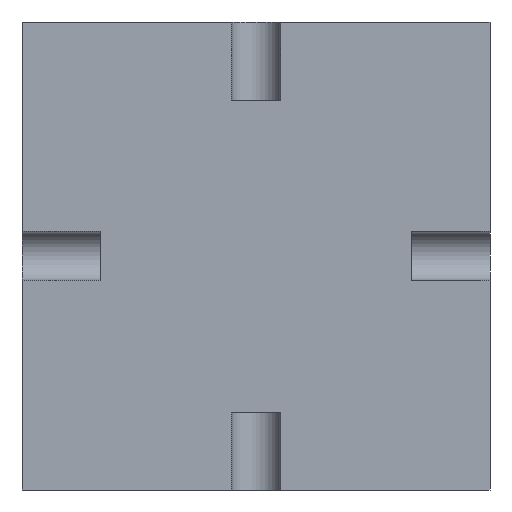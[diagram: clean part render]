
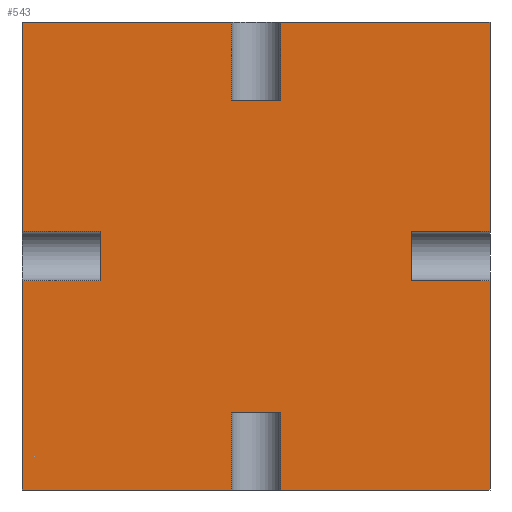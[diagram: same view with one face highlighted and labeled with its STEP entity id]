
A CAD part, front view. The second image highlights one B-rep face of the part: STEP entity #543.
In plain terms, the highlighted planar face has unit normal (0, -1, 0).
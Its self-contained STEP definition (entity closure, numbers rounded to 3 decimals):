
#41=PLANE('',#597);
#68=FACE_OUTER_BOUND('',#97,.T.);
#97=EDGE_LOOP('',(#491,#492,#493,#494,#495,#496,#497,#498,#499,#500,#501,
#502,#503,#504,#505,#506,#507,#508,#509,#510));
#101=LINE('',#761,#164);
#104=LINE('',#766,#167);
#106=LINE('',#774,#169);
#110=LINE('',#781,#173);
#112=LINE('',#788,#175);
#115=LINE('',#797,#178);
#119=LINE('',#804,#182);
#121=LINE('',#811,#184);
#126=LINE('',#826,#189);
#129=LINE('',#831,#192);
#130=LINE('',#834,#193);
#132=LINE('',#838,#195);
#134=LINE('',#842,#197);
#138=LINE('',#849,#201);
#139=LINE('',#851,#202);
#146=LINE('',#864,#209);
#156=LINE('',#893,#219);
#158=LINE('',#895,#221);
#159=LINE('',#897,#222);
#160=LINE('',#898,#223);
#164=VECTOR('',#614,10.);
#167=VECTOR('',#619,10.);
#169=VECTOR('',#625,10.);
#173=VECTOR('',#631,10.);
#175=VECTOR('',#639,10.);
#178=VECTOR('',#646,10.);
#182=VECTOR('',#652,10.);
#184=VECTOR('',#660,10.);
#189=VECTOR('',#673,10.);
#192=VECTOR('',#678,10.);
#193=VECTOR('',#681,10.);
#195=VECTOR('',#685,10.);
#197=VECTOR('',#689,10.);
#201=VECTOR('',#693,10.);
#202=VECTOR('',#696,10.);
#209=VECTOR('',#703,10.);
#219=VECTOR('',#735,10.);
#221=VECTOR('',#737,10.);
#222=VECTOR('',#740,10.);
#223=VECTOR('',#741,10.);
#240=VERTEX_POINT('',#758);
#241=VERTEX_POINT('',#760);
#242=VERTEX_POINT('',#764);
#245=VERTEX_POINT('',#771);
#246=VERTEX_POINT('',#773);
#248=VERTEX_POINT('',#779);
#250=VERTEX_POINT('',#787);
#253=VERTEX_POINT('',#794);
#254=VERTEX_POINT('',#796);
#256=VERTEX_POINT('',#802);
#258=VERTEX_POINT('',#810);
#263=VERTEX_POINT('',#823);
#264=VERTEX_POINT('',#825);
#265=VERTEX_POINT('',#829);
#266=VERTEX_POINT('',#833);
#267=VERTEX_POINT('',#837);
#268=VERTEX_POINT('',#841);
#271=VERTEX_POINT('',#847);
#277=VERTEX_POINT('',#862);
#285=VERTEX_POINT('',#892);
#291=EDGE_CURVE('',#241,#240,#101,.T.);
#294=EDGE_CURVE('',#240,#242,#104,.T.);
#297=EDGE_CURVE('',#246,#245,#106,.T.);
#301=EDGE_CURVE('',#245,#248,#110,.T.);
#304=EDGE_CURVE('',#250,#246,#112,.T.);
#308=EDGE_CURVE('',#254,#253,#115,.T.);
#312=EDGE_CURVE('',#253,#256,#119,.T.);
#315=EDGE_CURVE('',#258,#254,#121,.T.);
#322=EDGE_CURVE('',#264,#263,#126,.T.);
#325=EDGE_CURVE('',#263,#265,#129,.T.);
#326=EDGE_CURVE('',#266,#241,#130,.T.);
#328=EDGE_CURVE('',#267,#264,#132,.T.);
#330=EDGE_CURVE('',#268,#266,#134,.T.);
#334=EDGE_CURVE('',#242,#271,#138,.T.);
#335=EDGE_CURVE('',#271,#250,#139,.T.);
#342=EDGE_CURVE('',#248,#277,#146,.T.);
#356=EDGE_CURVE('',#285,#267,#156,.T.);
#358=EDGE_CURVE('',#265,#268,#158,.T.);
#359=EDGE_CURVE('',#277,#258,#159,.T.);
#360=EDGE_CURVE('',#256,#285,#160,.T.);
#491=ORIENTED_EDGE('',*,*,#294,.T.);
#492=ORIENTED_EDGE('',*,*,#334,.T.);
#493=ORIENTED_EDGE('',*,*,#335,.T.);
#494=ORIENTED_EDGE('',*,*,#304,.T.);
#495=ORIENTED_EDGE('',*,*,#297,.T.);
#496=ORIENTED_EDGE('',*,*,#301,.T.);
#497=ORIENTED_EDGE('',*,*,#342,.T.);
#498=ORIENTED_EDGE('',*,*,#359,.T.);
#499=ORIENTED_EDGE('',*,*,#315,.T.);
#500=ORIENTED_EDGE('',*,*,#308,.T.);
#501=ORIENTED_EDGE('',*,*,#312,.T.);
#502=ORIENTED_EDGE('',*,*,#360,.T.);
#503=ORIENTED_EDGE('',*,*,#356,.T.);
#504=ORIENTED_EDGE('',*,*,#328,.T.);
#505=ORIENTED_EDGE('',*,*,#322,.T.);
#506=ORIENTED_EDGE('',*,*,#325,.T.);
#507=ORIENTED_EDGE('',*,*,#358,.T.);
#508=ORIENTED_EDGE('',*,*,#330,.T.);
#509=ORIENTED_EDGE('',*,*,#326,.T.);
#510=ORIENTED_EDGE('',*,*,#291,.T.);
#543=ADVANCED_FACE('',(#68),#41,.T.);
#597=AXIS2_PLACEMENT_3D('',#899,#742,#743);
#614=DIRECTION('',(0.,0.,-1.));
#619=DIRECTION('',(-1.,0.,0.));
#625=DIRECTION('',(1.,0.,0.));
#631=DIRECTION('',(0.,0.,-1.));
#639=DIRECTION('',(0.,0.,1.));
#646=DIRECTION('',(0.,0.,1.));
#652=DIRECTION('',(1.,0.,0.));
#660=DIRECTION('',(-1.,0.,0.));
#673=DIRECTION('',(-1.,0.,0.));
#678=DIRECTION('',(0.,0.,1.));
#681=DIRECTION('',(1.,0.,0.));
#685=DIRECTION('',(0.,0.,-1.));
#689=DIRECTION('',(0.,0.,-1.));
#693=DIRECTION('',(0.,0.,-1.));
#696=DIRECTION('',(1.,0.,0.));
#703=DIRECTION('',(1.,0.,0.));
#735=DIRECTION('',(-1.,0.,0.));
#737=DIRECTION('',(-1.,0.,0.));
#740=DIRECTION('',(0.,0.,1.));
#741=DIRECTION('',(0.,0.,1.));
#742=DIRECTION('center_axis',(0.,-1.,0.));
#743=DIRECTION('ref_axis',(0.,0.,-1.));
#758=CARTESIAN_POINT('',(-10.,-167.,-38.1));
#760=CARTESIAN_POINT('',(-10.,-167.,-34.9));
#761=CARTESIAN_POINT('',(-10.,-167.,-35.7));
#764=CARTESIAN_POINT('',(-15.,-167.,-38.1));
#766=CARTESIAN_POINT('',(-5.,-167.,-38.1));
#771=CARTESIAN_POINT('',(1.6,-167.,-46.5));
#773=CARTESIAN_POINT('',(-1.6,-167.,-46.5));
#774=CARTESIAN_POINT('',(-0.8,-167.,-46.5));
#779=CARTESIAN_POINT('',(1.6,-167.,-51.5));
#781=CARTESIAN_POINT('',(1.6,-167.,-41.5));
#787=CARTESIAN_POINT('',(-1.6,-167.,-51.5));
#788=CARTESIAN_POINT('',(-1.6,-167.,-44.));
#794=CARTESIAN_POINT('',(10.,-167.,-34.9));
#796=CARTESIAN_POINT('',(10.,-167.,-38.1));
#797=CARTESIAN_POINT('',(10.,-167.,-37.3));
#802=CARTESIAN_POINT('',(15.,-167.,-34.9));
#804=CARTESIAN_POINT('',(5.,-167.,-34.9));
#810=CARTESIAN_POINT('',(15.,-167.,-38.1));
#811=CARTESIAN_POINT('',(7.5,-167.,-38.1));
#823=CARTESIAN_POINT('',(-1.6,-167.,-26.5));
#825=CARTESIAN_POINT('',(1.6,-167.,-26.5));
#826=CARTESIAN_POINT('',(0.8,-167.,-26.5));
#829=CARTESIAN_POINT('',(-1.6,-167.,-21.5));
#831=CARTESIAN_POINT('',(-1.6,-167.,-31.5));
#833=CARTESIAN_POINT('',(-15.,-167.,-34.9));
#834=CARTESIAN_POINT('',(-7.5,-167.,-34.9));
#837=CARTESIAN_POINT('',(1.6,-167.,-21.5));
#838=CARTESIAN_POINT('',(1.6,-167.,-29.));
#841=CARTESIAN_POINT('',(-15.,-167.,-21.5));
#842=CARTESIAN_POINT('',(-15.,-167.,-21.5));
#847=CARTESIAN_POINT('',(-15.,-167.,-51.5));
#849=CARTESIAN_POINT('',(-15.,-167.,-21.5));
#851=CARTESIAN_POINT('',(-15.,-167.,-51.5));
#862=CARTESIAN_POINT('',(15.,-167.,-51.5));
#864=CARTESIAN_POINT('',(-15.,-167.,-51.5));
#892=CARTESIAN_POINT('',(15.,-167.,-21.5));
#893=CARTESIAN_POINT('',(15.,-167.,-21.5));
#895=CARTESIAN_POINT('',(15.,-167.,-21.5));
#897=CARTESIAN_POINT('',(15.,-167.,-51.5));
#898=CARTESIAN_POINT('',(15.,-167.,-51.5));
#899=CARTESIAN_POINT('Origin',(0.,-167.,-36.5));
